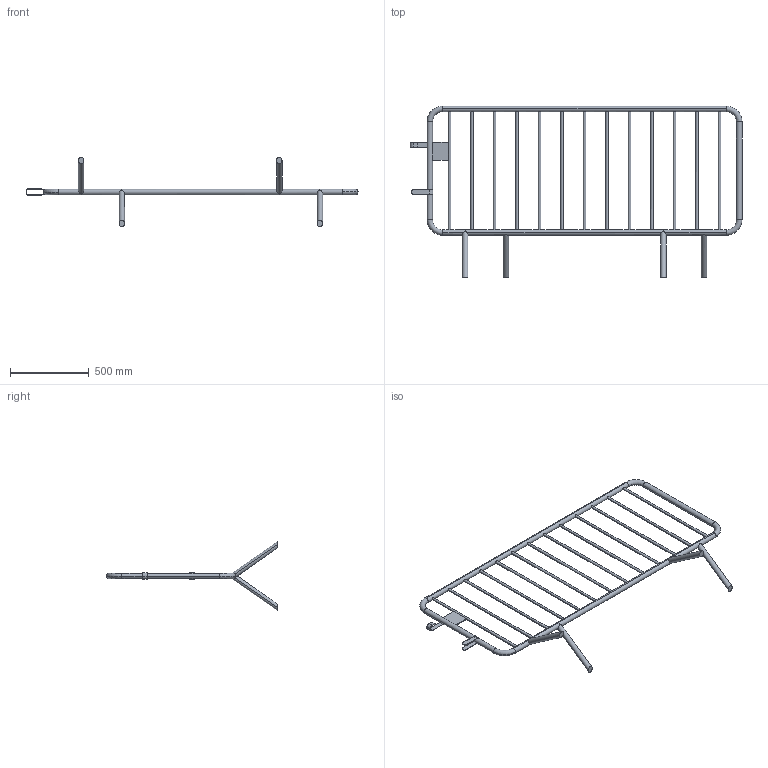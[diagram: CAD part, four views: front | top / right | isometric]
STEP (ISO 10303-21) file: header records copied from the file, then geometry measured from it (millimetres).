
FILE_DESCRIPTION(('STEP AP214'),'1');
FILE_NAME('crowd_control_barrier_14_bars.stp','2018-01-05T09:44:38',('TraceParts'),('TraceParts S.A.'),'Spatial InterOp 3D',' ',' ');
FILE_SCHEMA(('automotive_design'));
Length unit declared in the file: millimetre
Products named in the file (1): crowd_control_barrier_14_bars
Bounding box: 2108.1 x 1090 x 442.64 mm (x, y, z)
Volume: 8504628.9 mm3; surface area: 1273092.9 mm2
Topology: 1 solids, 1 shells, 83 faces, 293 edges, 208 vertices
Faces by surface type: cylinder 53, plane 22, torus 8
Entity records: 5569 total; most frequent: CARTESIAN_POINT 2327, ORIENTED_EDGE 586, DIRECTION 495, EDGE_CURVE 293, VERTEX_POINT 208, AXIS2_PLACEMENT_3D 196, EDGE_LOOP 109, LINE 103
